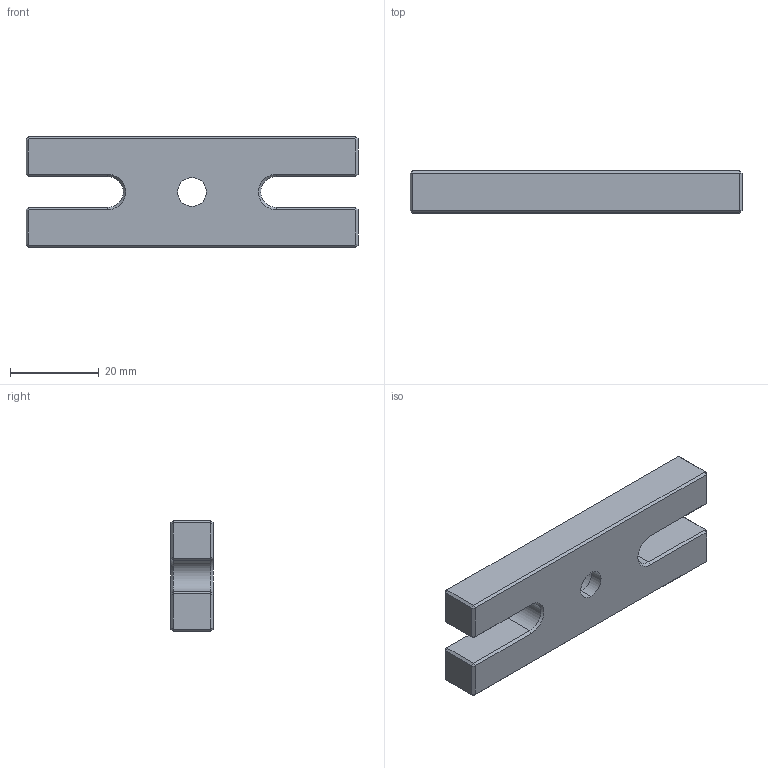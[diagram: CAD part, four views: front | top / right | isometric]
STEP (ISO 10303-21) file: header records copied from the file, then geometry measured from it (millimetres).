
FILE_DESCRIPTION (( 'STEP AP203' ), '1' );
FILE_NAME ('BP-7.step', '2019-05-09T08:56:06', ( '' ), ( '' ), 'SwSTEP 2.0', 'SolidWorks 2016', '' );
FILE_SCHEMA (( 'CONFIG_CONTROL_DESIGN' ));
Length unit declared in the file: millimetre
Products named in the file (1): BP-7
Bounding box: 75 x 9.5 x 25 mm (x, y, z)
Volume: 14190 mm3; surface area: 5864.7 mm2
Topology: 1 solids, 1 shells, 67 faces, 152 edges, 88 vertices
Faces by surface type: plane 57, cylinder 6, cone 4
Entity records: 1883 total; most frequent: CARTESIAN_POINT 308, DIRECTION 304, ORIENTED_EDGE 304, EDGE_CURVE 152, LINE 136, VECTOR 136, VERTEX_POINT 88, AXIS2_PLACEMENT_3D 84
